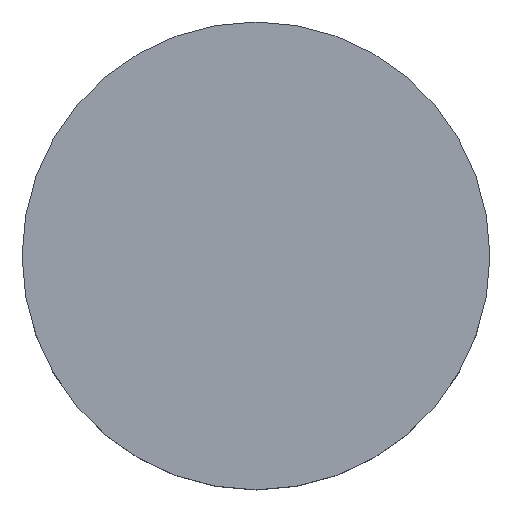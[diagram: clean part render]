
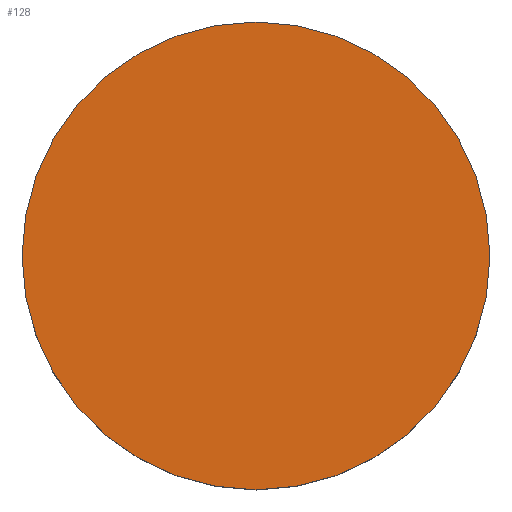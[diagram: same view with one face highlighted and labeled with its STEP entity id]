
A CAD part, top view. The second image highlights one B-rep face of the part: STEP entity #128.
In plain terms, the highlighted planar face has unit normal (0, 0, 1).
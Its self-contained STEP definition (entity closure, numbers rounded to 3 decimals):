
#7 = DIRECTION ( 'NONE',  ( 1., 0., 0. ) ) ;
#14 = FACE_OUTER_BOUND ( 'NONE', #161, .T. ) ;
#15 = EDGE_CURVE ( 'NONE', #214, #167, #93, .T. ) ;
#31 = DIRECTION ( 'NONE',  ( 0., 0., 1. ) ) ;
#50 = AXIS2_PLACEMENT_3D ( 'NONE', #75, #108, #142 ) ;
#60 = ORIENTED_EDGE ( 'NONE', *, *, #199, .F. ) ;
#75 = CARTESIAN_POINT ( 'NONE',  ( 0., 0., 3. ) ) ;
#90 = CARTESIAN_POINT ( 'NONE',  ( 0., -6.35, 3. ) ) ;
#93 = CIRCLE ( 'NONE', #164, 6.35 ) ;
#108 = DIRECTION ( 'NONE',  ( 0., 0., -1. ) ) ;
#116 = CARTESIAN_POINT ( 'NONE',  ( 0., 0., 3. ) ) ;
#119 = CARTESIAN_POINT ( 'NONE',  ( 0., 6.35, 3. ) ) ;
#122 = CARTESIAN_POINT ( 'NONE',  ( 0., 13.158, 3. ) ) ;
#123 = AXIS2_PLACEMENT_3D ( 'NONE', #122, #31, #7 ) ;
#128 = ADVANCED_FACE ( 'NONE', ( #14 ), #158, .T. ) ;
#135 = DIRECTION ( 'NONE',  ( 0., 0., -1. ) ) ;
#142 = DIRECTION ( 'NONE',  ( 0., -1., 0. ) ) ;
#150 = CIRCLE ( 'NONE', #50, 6.35 ) ;
#152 = DIRECTION ( 'NONE',  ( 0., -1., 0. ) ) ;
#156 = ORIENTED_EDGE ( 'NONE', *, *, #15, .F. ) ;
#158 = PLANE ( 'NONE',  #123 ) ;
#161 = EDGE_LOOP ( 'NONE', ( #60, #156 ) ) ;
#164 = AXIS2_PLACEMENT_3D ( 'NONE', #116, #135, #152 ) ;
#167 = VERTEX_POINT ( 'NONE', #90 ) ;
#199 = EDGE_CURVE ( 'NONE', #167, #214, #150, .T. ) ;
#214 = VERTEX_POINT ( 'NONE', #119 ) ;
